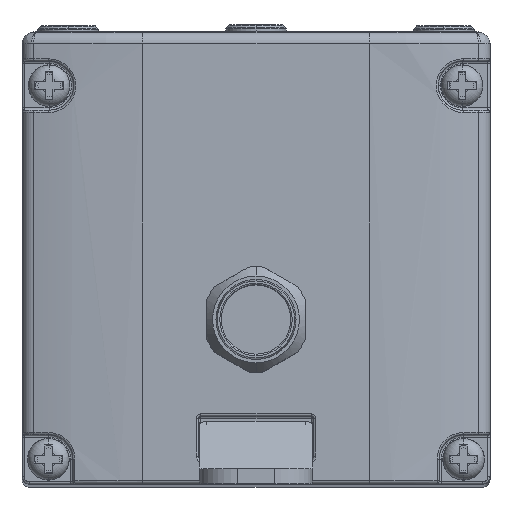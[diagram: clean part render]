
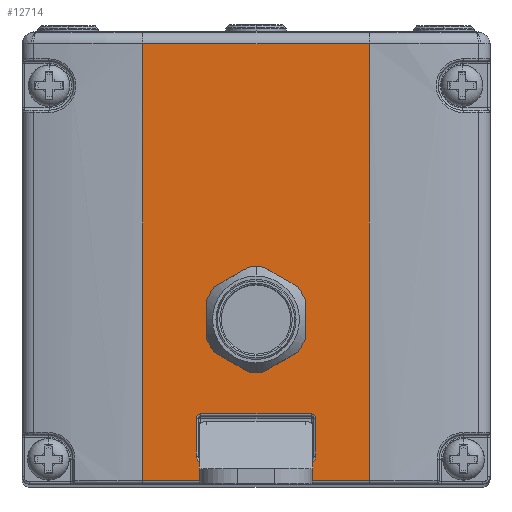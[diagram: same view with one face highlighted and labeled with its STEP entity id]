
A CAD part, top view. The second image highlights one B-rep face of the part: STEP entity #12714.
In plain terms, the highlighted planar face has unit normal (0, 0, 1).
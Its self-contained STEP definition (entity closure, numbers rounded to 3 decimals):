
#34 = AXIS2_PLACEMENT_3D ( 'NONE', #7914, #8356, #1089 ) ;
#135 = EDGE_CURVE ( 'NONE', #19725, #9256, #3622, .T. ) ;
#461 = CARTESIAN_POINT ( 'NONE',  ( -7.3, -27.124, 7. ) ) ;
#531 = AXIS2_PLACEMENT_3D ( 'NONE', #12510, #16240, #14309 ) ;
#617 = ORIENTED_EDGE ( 'NONE', *, *, #10939, .T. ) ;
#718 = AXIS2_PLACEMENT_3D ( 'NONE', #11750, #2877, #10272 ) ;
#1089 = DIRECTION ( 'NONE',  ( 1., 0., 0. ) ) ;
#1208 = DIRECTION ( 'NONE',  ( 0., 1., 0. ) ) ;
#1324 = VERTEX_POINT ( 'NONE', #22338 ) ;
#1483 = EDGE_LOOP ( 'NONE', ( #16485, #1519 ) ) ;
#1510 = CARTESIAN_POINT ( 'NONE',  ( 15., 30., 7. ) ) ;
#1519 = ORIENTED_EDGE ( 'NONE', *, *, #8646, .T. ) ;
#2140 = ORIENTED_EDGE ( 'NONE', *, *, #4427, .T. ) ;
#2300 = CARTESIAN_POINT ( 'NONE',  ( -15., -29.5, 7. ) ) ;
#2391 = CARTESIAN_POINT ( 'NONE',  ( -7.9, -26.276, 7. ) ) ;
#2434 = ORIENTED_EDGE ( 'NONE', *, *, #13404, .T. ) ;
#2877 = DIRECTION ( 'NONE',  ( 0., 0., -1. ) ) ;
#3147 = LINE ( 'NONE', #6657, #9525 ) ;
#3325 = ORIENTED_EDGE ( 'NONE', *, *, #12763, .F. ) ;
#3330 = EDGE_CURVE ( 'NONE', #15109, #1324, #20344, .T. ) ;
#3343 = DIRECTION ( 'NONE',  ( 0., -1., 0. ) ) ;
#3405 = LINE ( 'NONE', #10352, #17739 ) ;
#3622 = CIRCLE ( 'NONE', #718, 0.6 ) ;
#4100 = CARTESIAN_POINT ( 'NONE',  ( 15., -29.5, 7. ) ) ;
#4410 = EDGE_CURVE ( 'NONE', #9256, #15109, #3405, .T. ) ;
#4427 = EDGE_CURVE ( 'NONE', #7691, #7987, #14733, .T. ) ;
#4611 = VERTEX_POINT ( 'NONE', #11463 ) ;
#4643 = ORIENTED_EDGE ( 'NONE', *, *, #18061, .T. ) ;
#4739 = DIRECTION ( 'NONE',  ( -1., 0., 0. ) ) ;
#4846 = CARTESIAN_POINT ( 'NONE',  ( 0., 28.349, 7. ) ) ;
#4897 = DIRECTION ( 'NONE',  ( 1., 0., 0. ) ) ;
#5234 = ORIENTED_EDGE ( 'NONE', *, *, #135, .T. ) ;
#5302 = LINE ( 'NONE', #4846, #11110 ) ;
#6274 = ORIENTED_EDGE ( 'NONE', *, *, #14947, .T. ) ;
#6295 = CARTESIAN_POINT ( 'NONE',  ( 0., -8.2, 7. ) ) ;
#6301 = VECTOR ( 'NONE', #3343, 1000. ) ;
#6657 = CARTESIAN_POINT ( 'NONE',  ( -7.3, -27.124, 7. ) ) ;
#6690 = CARTESIAN_POINT ( 'NONE',  ( 15., -29.5, 7. ) ) ;
#6846 = CARTESIAN_POINT ( 'NONE',  ( 0., 0., 7. ) ) ;
#6952 = FACE_OUTER_BOUND ( 'NONE', #16272, .T. ) ;
#7380 = EDGE_CURVE ( 'NONE', #19262, #19725, #13468, .T. ) ;
#7535 = LINE ( 'NONE', #4100, #8471 ) ;
#7691 = VERTEX_POINT ( 'NONE', #11205 ) ;
#7914 = CARTESIAN_POINT ( 'NONE',  ( 7.3, -21.3, 7. ) ) ;
#7987 = VERTEX_POINT ( 'NONE', #13998 ) ;
#8356 = DIRECTION ( 'NONE',  ( 0., 0., -1. ) ) ;
#8381 =( BOUNDED_CURVE ( )  B_SPLINE_CURVE ( 3, ( #461, #19309, #10693, #2391 ),
 .UNSPECIFIED., .F., .T. ) 
 B_SPLINE_CURVE_WITH_KNOTS ( ( 4, 4 ),
 ( 0., 1.571 ),
 .UNSPECIFIED. ) 
 CURVE ( )  GEOMETRIC_REPRESENTATION_ITEM ( )  RATIONAL_B_SPLINE_CURVE ( ( 1., 0.805, 0.805, 1. ) ) 
 REPRESENTATION_ITEM ( '' )  );
#8471 = VECTOR ( 'NONE', #21599, 1000. ) ;
#8646 = EDGE_CURVE ( 'NONE', #18560, #19660, #17198, .T. ) ;
#9157 = EDGE_CURVE ( 'NONE', #19660, #18560, #13953, .T. ) ;
#9256 = VERTEX_POINT ( 'NONE', #20048 ) ;
#9402 = LINE ( 'NONE', #16089, #20599 ) ;
#9525 = VECTOR ( 'NONE', #4739, 1000. ) ;
#9693 = VECTOR ( 'NONE', #1208, 1000. ) ;
#10205 = ORIENTED_EDGE ( 'NONE', *, *, #19845, .T. ) ;
#10272 = DIRECTION ( 'NONE',  ( 1., 0., 0. ) ) ;
#10282 = CARTESIAN_POINT ( 'NONE',  ( 7.9, 0., 7. ) ) ;
#10352 = CARTESIAN_POINT ( 'NONE',  ( 7.3, -20.7, 7. ) ) ;
#10371 = DIRECTION ( 'NONE',  ( 0., 0., 1. ) ) ;
#10685 = CARTESIAN_POINT ( 'NONE',  ( 7.651, -27.124, 7. ) ) ;
#10693 = CARTESIAN_POINT ( 'NONE',  ( -7.9, -26.773, 7. ) ) ;
#10939 = EDGE_CURVE ( 'NONE', #12689, #14507, #5302, .T. ) ;
#11110 = VECTOR ( 'NONE', #15390, 1000. ) ;
#11205 = CARTESIAN_POINT ( 'NONE',  ( 7.9, -26.276, 7. ) ) ;
#11354 = CARTESIAN_POINT ( 'NONE',  ( -15., 28.349, 7. ) ) ;
#11451 = AXIS2_PLACEMENT_3D ( 'NONE', #6295, #11648, #16510 ) ;
#11463 = CARTESIAN_POINT ( 'NONE',  ( -7.3, -27.124, 7. ) ) ;
#11621 = VERTEX_POINT ( 'NONE', #6690 ) ;
#11648 = DIRECTION ( 'NONE',  ( 0., 0., -1. ) ) ;
#11750 = CARTESIAN_POINT ( 'NONE',  ( -7.3, -21.3, 7. ) ) ;
#12510 = CARTESIAN_POINT ( 'NONE',  ( 0., -8.2, 7. ) ) ;
#12689 = VERTEX_POINT ( 'NONE', #13418 ) ;
#12714 = ADVANCED_FACE ( 'NONE', ( #15231, #22171, #6952 ), #16944, .T. ) ;
#12763 = EDGE_CURVE ( 'NONE', #12689, #11621, #17042, .T. ) ;
#13404 = EDGE_CURVE ( 'NONE', #1324, #7691, #13558, .T. ) ;
#13418 = CARTESIAN_POINT ( 'NONE',  ( 15., 28.349, 7. ) ) ;
#13468 = LINE ( 'NONE', #18571, #9693 ) ;
#13558 = LINE ( 'NONE', #10282, #6301 ) ;
#13953 = CIRCLE ( 'NONE', #11451, 5.8 ) ;
#13998 = CARTESIAN_POINT ( 'NONE',  ( 7.3, -27.124, 7. ) ) ;
#14237 = EDGE_CURVE ( 'NONE', #4611, #19262, #8381, .T. ) ;
#14309 = DIRECTION ( 'NONE',  ( 1., 0., 0. ) ) ;
#14507 = VERTEX_POINT ( 'NONE', #11354 ) ;
#14548 = CARTESIAN_POINT ( 'NONE',  ( 7.3, -20.7, 7. ) ) ;
#14712 = EDGE_LOOP ( 'NONE', ( #15473, #5234, #20012, #21266, #2434, #2140, #6274, #19361 ) ) ;
#14733 =( BOUNDED_CURVE ( )  B_SPLINE_CURVE ( 3, ( #19532, #19190, #10685, #17477 ),
 .UNSPECIFIED., .F., .T. ) 
 B_SPLINE_CURVE_WITH_KNOTS ( ( 4, 4 ),
 ( 1.571, 3.142 ),
 .UNSPECIFIED. ) 
 CURVE ( )  GEOMETRIC_REPRESENTATION_ITEM ( )  RATIONAL_B_SPLINE_CURVE ( ( 1., 0.805, 0.805, 1. ) ) 
 REPRESENTATION_ITEM ( '' )  );
#14947 = EDGE_CURVE ( 'NONE', #7987, #4611, #3147, .T. ) ;
#15109 = VERTEX_POINT ( 'NONE', #14548 ) ;
#15231 = FACE_BOUND ( 'NONE', #14712, .T. ) ;
#15334 = CARTESIAN_POINT ( 'NONE',  ( -7.9, -26.276, 7. ) ) ;
#15340 = DIRECTION ( 'NONE',  ( 0., -1., 0. ) ) ;
#15390 = DIRECTION ( 'NONE',  ( -1., 0., 0. ) ) ;
#15473 = ORIENTED_EDGE ( 'NONE', *, *, #7380, .T. ) ;
#15884 = CARTESIAN_POINT ( 'NONE',  ( -7.9, -21.3, 7. ) ) ;
#16089 = CARTESIAN_POINT ( 'NONE',  ( -15., 30., 7. ) ) ;
#16240 = DIRECTION ( 'NONE',  ( 0., 0., -1. ) ) ;
#16272 = EDGE_LOOP ( 'NONE', ( #10205, #4643, #3325, #617 ) ) ;
#16485 = ORIENTED_EDGE ( 'NONE', *, *, #9157, .T. ) ;
#16510 = DIRECTION ( 'NONE',  ( 1., 0., 0. ) ) ;
#16944 = PLANE ( 'NONE',  #20779 ) ;
#17042 = LINE ( 'NONE', #1510, #18243 ) ;
#17198 = CIRCLE ( 'NONE', #531, 5.8 ) ;
#17280 = DIRECTION ( 'NONE',  ( 1., 0., 0. ) ) ;
#17477 = CARTESIAN_POINT ( 'NONE',  ( 7.3, -27.124, 7. ) ) ;
#17739 = VECTOR ( 'NONE', #4897, 1000. ) ;
#18061 = EDGE_CURVE ( 'NONE', #19078, #11621, #7535, .T. ) ;
#18127 = DIRECTION ( 'NONE',  ( 0., -1., 0. ) ) ;
#18243 = VECTOR ( 'NONE', #15340, 1000. ) ;
#18560 = VERTEX_POINT ( 'NONE', #21075 ) ;
#18571 = CARTESIAN_POINT ( 'NONE',  ( -7.9, -21.3, 7. ) ) ;
#19078 = VERTEX_POINT ( 'NONE', #2300 ) ;
#19190 = CARTESIAN_POINT ( 'NONE',  ( 7.9, -26.773, 7. ) ) ;
#19262 = VERTEX_POINT ( 'NONE', #15334 ) ;
#19309 = CARTESIAN_POINT ( 'NONE',  ( -7.651, -27.124, 7. ) ) ;
#19361 = ORIENTED_EDGE ( 'NONE', *, *, #14237, .T. ) ;
#19532 = CARTESIAN_POINT ( 'NONE',  ( 7.9, -26.276, 7. ) ) ;
#19660 = VERTEX_POINT ( 'NONE', #20217 ) ;
#19725 = VERTEX_POINT ( 'NONE', #15884 ) ;
#19845 = EDGE_CURVE ( 'NONE', #14507, #19078, #9402, .T. ) ;
#20012 = ORIENTED_EDGE ( 'NONE', *, *, #4410, .T. ) ;
#20048 = CARTESIAN_POINT ( 'NONE',  ( -7.3, -20.7, 7. ) ) ;
#20217 = CARTESIAN_POINT ( 'NONE',  ( 5.8, -8.2, 7. ) ) ;
#20344 = CIRCLE ( 'NONE', #34, 0.6 ) ;
#20599 = VECTOR ( 'NONE', #18127, 1000. ) ;
#20779 = AXIS2_PLACEMENT_3D ( 'NONE', #6846, #10371, #17280 ) ;
#21075 = CARTESIAN_POINT ( 'NONE',  ( -5.8, -8.2, 7. ) ) ;
#21266 = ORIENTED_EDGE ( 'NONE', *, *, #3330, .T. ) ;
#21599 = DIRECTION ( 'NONE',  ( 1., 0., 0. ) ) ;
#22171 = FACE_BOUND ( 'NONE', #1483, .T. ) ;
#22338 = CARTESIAN_POINT ( 'NONE',  ( 7.9, -21.3, 7. ) ) ;
